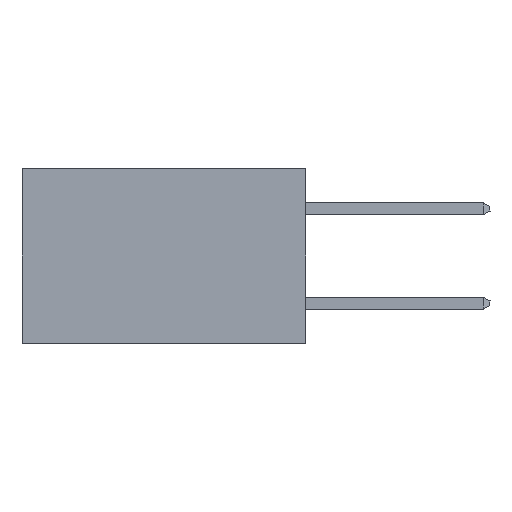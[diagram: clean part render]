
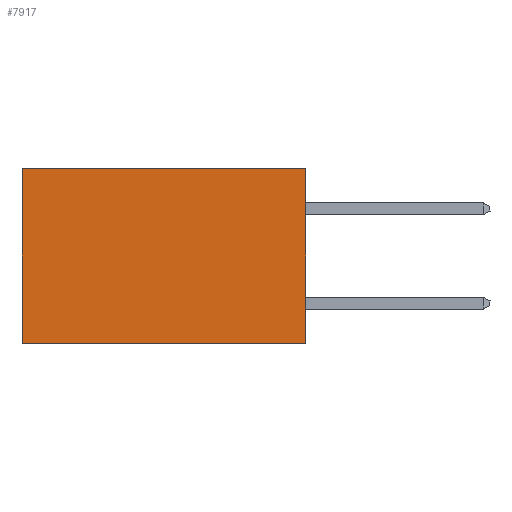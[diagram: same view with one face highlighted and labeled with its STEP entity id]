
A CAD part, left-side view. The second image highlights one B-rep face of the part: STEP entity #7917.
In plain terms, the highlighted planar face has unit normal (-1, 0, 0).
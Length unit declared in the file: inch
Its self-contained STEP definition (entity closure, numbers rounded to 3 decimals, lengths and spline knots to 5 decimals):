
#127 = VERTEX_POINT ( 'NONE', #2981 ) ;
#194 = AXIS2_PLACEMENT_3D ( 'NONE', #4320, #4288, #3519 ) ;
#228 = FACE_OUTER_BOUND ( 'NONE', #5623, .T. ) ;
#587 = EDGE_CURVE ( 'NONE', #127, #5275, #8201, .T. ) ;
#994 = ORIENTED_EDGE ( 'NONE', *, *, #6809, .T. ) ;
#1448 = ORIENTED_EDGE ( 'NONE', *, *, #5006, .F. ) ;
#1778 = CARTESIAN_POINT ( 'NONE',  ( 0.298, 0.6, 0. ) ) ;
#2002 = VECTOR ( 'NONE', #3115, 39.37008 ) ;
#2204 = DIRECTION ( 'NONE',  ( 0., 0., -1. ) ) ;
#2981 = CARTESIAN_POINT ( 'NONE',  ( 0.298, 0., 0. ) ) ;
#3004 = CARTESIAN_POINT ( 'NONE',  ( 0.298, 0., 0. ) ) ;
#3115 = DIRECTION ( 'NONE',  ( 0., 1., 0. ) ) ;
#3179 = CARTESIAN_POINT ( 'NONE',  ( 0.298, 0., 0. ) ) ;
#3519 = DIRECTION ( 'NONE',  ( 0., 0., -1. ) ) ;
#3536 = EDGE_CURVE ( 'NONE', #6370, #4540, #6890, .T. ) ;
#3992 = CARTESIAN_POINT ( 'NONE',  ( 0.298, 0.6, 0. ) ) ;
#4265 = PLANE ( 'NONE',  #194 ) ;
#4288 = DIRECTION ( 'NONE',  ( 1., 0., 0. ) ) ;
#4320 = CARTESIAN_POINT ( 'NONE',  ( 0.298, 0., 0. ) ) ;
#4540 = VERTEX_POINT ( 'NONE', #5835 ) ;
#4648 = DIRECTION ( 'NONE',  ( 0., 1., 0. ) ) ;
#4947 = LINE ( 'NONE', #3179, #2002 ) ;
#5006 = EDGE_CURVE ( 'NONE', #5275, #4540, #5214, .T. ) ;
#5097 = DIRECTION ( 'NONE',  ( 0., 0., -1. ) ) ;
#5214 = LINE ( 'NONE', #8138, #8498 ) ;
#5275 = VERTEX_POINT ( 'NONE', #5570 ) ;
#5570 = CARTESIAN_POINT ( 'NONE',  ( 0.298, 0., -0.37 ) ) ;
#5623 = EDGE_LOOP ( 'NONE', ( #7810, #1448, #7803, #994 ) ) ;
#5835 = CARTESIAN_POINT ( 'NONE',  ( 0.298, 0.6, -0.37 ) ) ;
#5912 = VECTOR ( 'NONE', #2204, 39.37008 ) ;
#6370 = VERTEX_POINT ( 'NONE', #1778 ) ;
#6809 = EDGE_CURVE ( 'NONE', #127, #6370, #4947, .T. ) ;
#6890 = LINE ( 'NONE', #3992, #5912 ) ;
#7803 = ORIENTED_EDGE ( 'NONE', *, *, #587, .F. ) ;
#7810 = ORIENTED_EDGE ( 'NONE', *, *, #3536, .T. ) ;
#7917 = ADVANCED_FACE ( 'NONE', ( #228 ), #4265, .F. ) ;
#8138 = CARTESIAN_POINT ( 'NONE',  ( 0.298, 0., -0.37 ) ) ;
#8201 = LINE ( 'NONE', #3004, #8969 ) ;
#8498 = VECTOR ( 'NONE', #4648, 39.37008 ) ;
#8969 = VECTOR ( 'NONE', #5097, 39.37008 ) ;
